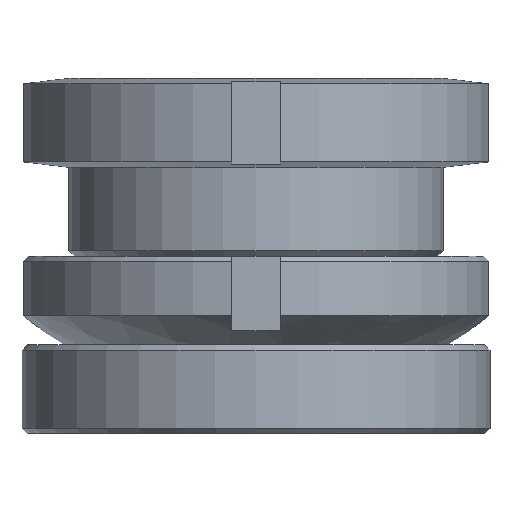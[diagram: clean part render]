
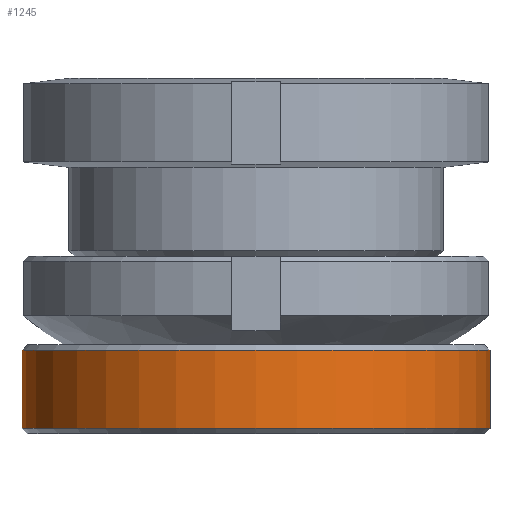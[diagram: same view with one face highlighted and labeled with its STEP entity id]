
A CAD part, front view. The second image highlights one B-rep face of the part: STEP entity #1245.
In plain terms, the highlighted cylindrical face has radius 29 mm (diameter 58 mm), a partial arc.
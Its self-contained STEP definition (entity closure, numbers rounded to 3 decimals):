
#543=VERTEX_POINT('',#1487);
#589=EDGE_CURVE('',#819,#693,#1534,.T.);
#693=VERTEX_POINT('',#1650);
#783=VERTEX_POINT('',#1749);
#819=VERTEX_POINT('',#1792);
#1097=EDGE_CURVE('',#819,#543,#2101,.T.);
#1245=ADVANCED_FACE('',(#2265),#2266,.T.);
#1249=EDGE_CURVE('',#543,#783,#2270,.T.);
#1309=EDGE_CURVE('',#783,#693,#2339,.T.);
#1487=CARTESIAN_POINT('',(29.0,0.,0.66));
#1534=CIRCLE('',#2616,29.0);
#1650=CARTESIAN_POINT('',(-29.0,0.,10.34));
#1749=CARTESIAN_POINT('',(-29.0,0.,0.66));
#1792=CARTESIAN_POINT('',(29.0,0.,10.34));
#2101=LINE('',#3569,#3570);
#2265=FACE_OUTER_BOUND('',#3821,.T.);
#2266=CYLINDRICAL_SURFACE('',#3822,29.0);
#2270=CIRCLE('',#3828,29.0);
#2339=LINE('',#3919,#3920);
#2616=AXIS2_PLACEMENT_3D('',#4220,#4221,#4222);
#3569=CARTESIAN_POINT('',(29.0,0.,5.5));
#3570=VECTOR('',#4873,1.0);
#3821=EDGE_LOOP('',(#5084,#5085,#5086,#5087));
#3822=AXIS2_PLACEMENT_3D('',#5088,#5089,#5090);
#3828=AXIS2_PLACEMENT_3D('',#5094,#5095,#5096);
#3919=CARTESIAN_POINT('',(-29.0,0.,5.5));
#3920=VECTOR('',#5193,1.0);
#4220=CARTESIAN_POINT('',(0.0,0.,10.34));
#4221=DIRECTION('',(0.0,0.,-1.0));
#4222=DIRECTION('',(1.0,0.0,0.0));
#4873=DIRECTION('',(0.0,0.,-1.0));
#5084=ORIENTED_EDGE('',*,*,#1097,.F.);
#5085=ORIENTED_EDGE('',*,*,#589,.T.);
#5086=ORIENTED_EDGE('',*,*,#1309,.F.);
#5087=ORIENTED_EDGE('',*,*,#1249,.F.);
#5088=CARTESIAN_POINT('',(0.0,0.,5.5));
#5089=DIRECTION('',(-0.0,0.,1.0));
#5090=DIRECTION('',(1.0,0.0,0.0));
#5094=CARTESIAN_POINT('',(0.0,0.,0.66));
#5095=DIRECTION('',(0.0,0.,-1.0));
#5096=DIRECTION('',(1.0,0.0,0.0));
#5193=DIRECTION('',(-0.0,0.,1.0));
